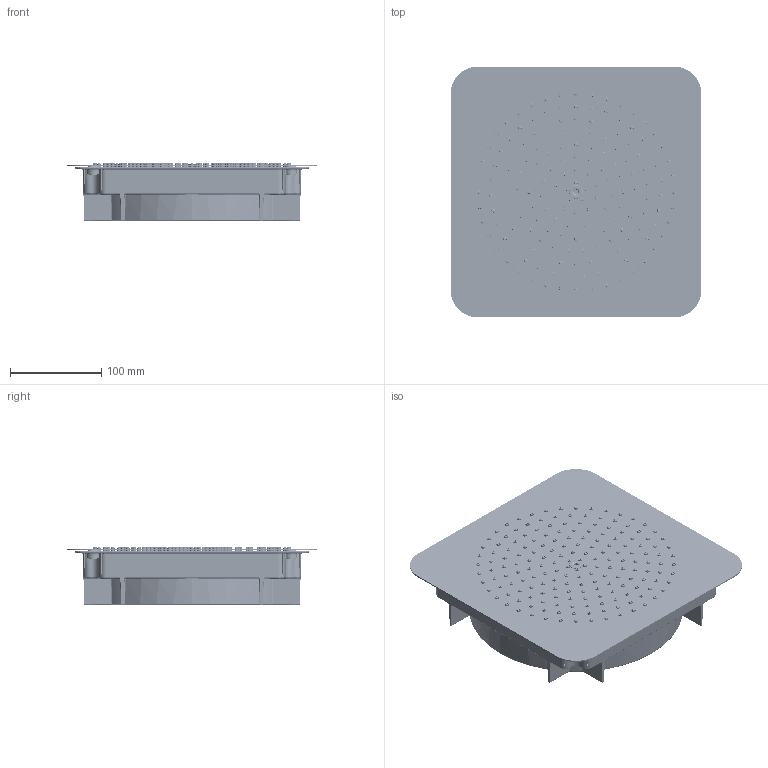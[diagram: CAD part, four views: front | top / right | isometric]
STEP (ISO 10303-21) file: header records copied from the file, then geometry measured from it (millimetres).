
FILE_DESCRIPTION(('CATIA V6 STEP','CAx-IF Rec.Pracs.--- Model Styling and Organization---1.5--- 2016-08-15','CAx-IF Rec.Pracs.---Supplemental Geometry---1.0---2011-11-01','CAx-IF Rec.Pracs.--- Composite Materials ---3.4---2017-06-13','CAx-IF Rec.Pracs.---Tessellated 3D Geometry---1.0---2015-12-17'),'2;1');
FILE_NAME('prd-HG-00480692.stp','2023-07-27T12:28:46+00:00',('none'),('none'),'3DEXPERIENCE Platform3DEXPERIENCE R2021x HotFix 8','3DEXPERIENCE Platform STEP AP242 v2','none');
FILE_SCHEMA(('AP242_MANAGED_MODEL_BASED_3D_ENGINEERING_MIM_LF {1 0 10303 442 1 1 4}'));
Length unit declared in the file: millimetre
Products named in the file (9): P-2_AX_Arizia_KB_240_1jet_Decke; P-2_BGR_KS-Box_240_UP_KB; P-2_Gehaeuse_KS_UP_KB_Raindance; P-2_Gewindeeinsatz_MULTISERT_004M4; P-2_Stopfen_Nacharbeit; P-2_Durchfuehrungstuelle_DA100_140_20; FUE_Schweissblech; V5_P_2_Strahleinsatz_KB_240_KS_(R04); V5_P_2_Luftduese_KB180_240_300_(R01)
Assembly tree (14 placements, depth 3):
  P-2_AX_Arizia_KB_240_1jet_Decke
    P-2_BGR_KS-Box_240_UP_KB
      P-2_Gehaeuse_KS_UP_KB_Raindance
      P-2_Gewindeeinsatz_MULTISERT_004M4  x4
      P-2_Stopfen_Nacharbeit
      P-2_Durchfuehrungstuelle_DA100_140_20  x4
    FUE_Schweissblech
    V5_P_2_Strahleinsatz_KB_240_KS_(R04)
    V5_P_2_Luftduese_KB180_240_300_(R01)
Bounding box: 275 x 275 x 62.5 mm (x, y, z)
Volume: 3084814.3 mm3; surface area: 363054.7 mm2
Topology: 192 solids, 192 shells, 3636 faces, 7877 edges, 4798 vertices
Faces by surface type: cylinder 1256, torus 1165, plane 676, cone 404, bspline 104, sphere 29, revolution 2
Entity records: 98116 total; most frequent: CARTESIAN_POINT 28656, ORIENTED_EDGE 15470, DIRECTION 10166, EDGE_CURVE 7735, AXIS2_PLACEMENT_3D 6599, CIRCLE 4777, VERTEX_POINT 4726, EDGE_LOOP 4513
